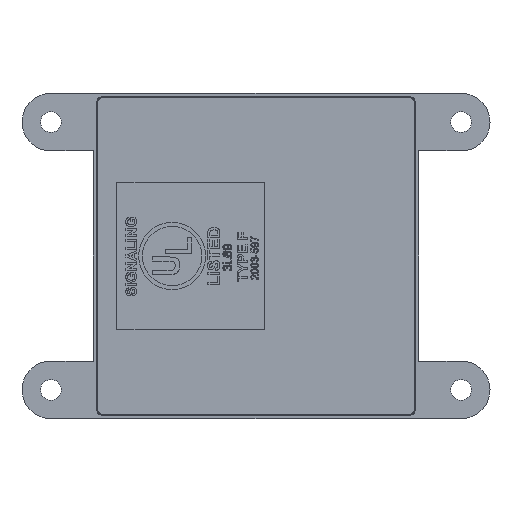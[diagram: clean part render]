
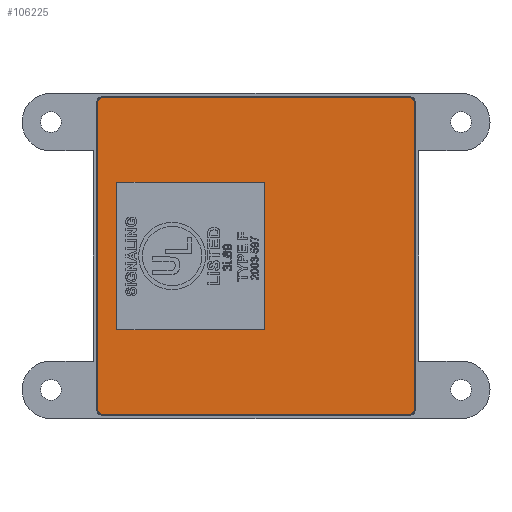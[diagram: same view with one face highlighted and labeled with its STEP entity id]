
A CAD part, front view. The second image highlights one B-rep face of the part: STEP entity #106225.
In plain terms, the highlighted planar face has unit normal (0, -1, 0).
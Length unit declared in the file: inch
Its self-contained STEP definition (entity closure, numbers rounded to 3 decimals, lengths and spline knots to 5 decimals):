
#2866 = CARTESIAN_POINT ( 'NONE',  ( -1.07, 0., 1.03801 ) ) ;
#8014 = DIRECTION ( 'NONE',  ( 0., 0., -1. ) ) ;
#11372 = CARTESIAN_POINT ( 'NONE',  ( 1.03801, 0., 1.07 ) ) ;
#15755 = DIRECTION ( 'NONE',  ( 1., 0., 0. ) ) ;
#15968 = ORIENTED_EDGE ( 'NONE', *, *, #100706, .T. ) ;
#16209 = ORIENTED_EDGE ( 'NONE', *, *, #86459, .F. ) ;
#20208 = LINE ( 'NONE', #112840, #44837 ) ;
#20261 = EDGE_CURVE ( 'NONE', #74957, #138928, #134741, .T. ) ;
#22244 = CARTESIAN_POINT ( 'NONE',  ( -1.07, 0., -1.07 ) ) ;
#22749 = CARTESIAN_POINT ( 'NONE',  ( -1.05675, 0., -1.07 ) ) ;
#24120 = ORIENTED_EDGE ( 'NONE', *, *, #41120, .T. ) ;
#28942 = CARTESIAN_POINT ( 'NONE',  ( -1.03801, 0., -1.07 ) ) ;
#29669 = CARTESIAN_POINT ( 'NONE',  ( 1.05675, 0., -1.07 ) ) ;
#34239 =( BOUNDED_CURVE ( )  B_SPLINE_CURVE ( 3, ( #156476, #70398, #22749, #155407 ),
 .UNSPECIFIED., .F., .F. ) 
 B_SPLINE_CURVE_WITH_KNOTS ( ( 4, 4 ),
 ( 5.49813, 7.06824 ),
 .UNSPECIFIED. ) 
 CURVE ( )  GEOMETRIC_REPRESENTATION_ITEM ( )  RATIONAL_B_SPLINE_CURVE ( ( 1., 0.805, 0.805, 1. ) ) 
 REPRESENTATION_ITEM ( '' )  );
#36409 = VERTEX_POINT ( 'NONE', #11372 ) ;
#41120 = EDGE_CURVE ( 'NONE', #60623, #36409, #66471, .T. ) ;
#44837 = VECTOR ( 'NONE', #15755, 39.37008 ) ;
#48334 = LINE ( 'NONE', #142665, #69086 ) ;
#49882 = VECTOR ( 'NONE', #70412, 39.37008 ) ;
#50166 = EDGE_LOOP ( 'NONE', ( #115873, #15968, #138433, #150785, #70839, #24120, #16209, #141435 ) ) ;
#53249 = EDGE_CURVE ( 'NONE', #62515, #83295, #138571, .T. ) ;
#60623 = VERTEX_POINT ( 'NONE', #62207 ) ;
#60792 =( BOUNDED_CURVE ( )  B_SPLINE_CURVE ( 3, ( #77797, #29669, #126377, #79426 ),
 .UNSPECIFIED., .F., .T. ) 
 B_SPLINE_CURVE_WITH_KNOTS ( ( 4, 4 ),
 ( 5.49813, 7.06824 ),
 .UNSPECIFIED. ) 
 CURVE ( )  GEOMETRIC_REPRESENTATION_ITEM ( )  RATIONAL_B_SPLINE_CURVE ( ( 1., 0.805, 0.805, 1. ) ) 
 REPRESENTATION_ITEM ( '' )  );
#62207 = CARTESIAN_POINT ( 'NONE',  ( 1.07, 0., 1.03801 ) ) ;
#62515 = VERTEX_POINT ( 'NONE', #67634 ) ;
#63169 = CARTESIAN_POINT ( 'NONE',  ( -1.03801, 0., 1.07 ) ) ;
#65961 = PLANE ( 'NONE',  #144697 ) ;
#66471 =( BOUNDED_CURVE ( )  B_SPLINE_CURVE ( 3, ( #77146, #138339, #79274, #112944 ),
 .UNSPECIFIED., .F., .F. ) 
 B_SPLINE_CURVE_WITH_KNOTS ( ( 4, 4 ),
 ( 5.49813, 7.06824 ),
 .UNSPECIFIED. ) 
 CURVE ( )  GEOMETRIC_REPRESENTATION_ITEM ( )  RATIONAL_B_SPLINE_CURVE ( ( 1., 0.805, 0.805, 1. ) ) 
 REPRESENTATION_ITEM ( '' )  );
#67634 = CARTESIAN_POINT ( 'NONE',  ( 1.03801, 0., -1.07 ) ) ;
#67730 = VERTEX_POINT ( 'NONE', #84770 ) ;
#69086 = VECTOR ( 'NONE', #8014, 39.37008 ) ;
#70398 = CARTESIAN_POINT ( 'NONE',  ( -1.07, 0., -1.05675 ) ) ;
#70412 = DIRECTION ( 'NONE',  ( 0., 0., 1. ) ) ;
#70839 = ORIENTED_EDGE ( 'NONE', *, *, #117094, .F. ) ;
#74436 = VECTOR ( 'NONE', #146144, 39.37008 ) ;
#74957 = VERTEX_POINT ( 'NONE', #99729 ) ;
#75065 = CARTESIAN_POINT ( 'NONE',  ( -1.07, 0., 1.03801 ) ) ;
#75289 = CARTESIAN_POINT ( 'NONE',  ( -1.07, 0., 1.05675 ) ) ;
#76545 = CARTESIAN_POINT ( 'NONE',  ( -1.07, 0., 1.07 ) ) ;
#77146 = CARTESIAN_POINT ( 'NONE',  ( 1.07, 0., 1.03801 ) ) ;
#77797 = CARTESIAN_POINT ( 'NONE',  ( 1.03801, 0., -1.07 ) ) ;
#78541 = FACE_OUTER_BOUND ( 'NONE', #50166, .T. ) ;
#79274 = CARTESIAN_POINT ( 'NONE',  ( 1.05675, 0., 1.07 ) ) ;
#79426 = CARTESIAN_POINT ( 'NONE',  ( 1.07, 0., -1.03801 ) ) ;
#82396 = EDGE_CURVE ( 'NONE', #62515, #67730, #60792, .T. ) ;
#83295 = VERTEX_POINT ( 'NONE', #28942 ) ;
#84770 = CARTESIAN_POINT ( 'NONE',  ( 1.07, 0., -1.03801 ) ) ;
#86459 = EDGE_CURVE ( 'NONE', #74957, #36409, #20208, .T. ) ;
#97565 = CARTESIAN_POINT ( 'NONE',  ( -1.07, 0., -1.07 ) ) ;
#99729 = CARTESIAN_POINT ( 'NONE',  ( -1.03801, 0., 1.07 ) ) ;
#100706 = EDGE_CURVE ( 'NONE', #150780, #83295, #34239, .T. ) ;
#103668 = CARTESIAN_POINT ( 'NONE',  ( -1.07, 0., -1.03801 ) ) ;
#106225 = ADVANCED_FACE ( 'NONE', ( #78541 ), #65961, .F. ) ;
#112840 = CARTESIAN_POINT ( 'NONE',  ( -1.07, 0., 1.07 ) ) ;
#112944 = CARTESIAN_POINT ( 'NONE',  ( 1.03801, 0., 1.07 ) ) ;
#113883 = DIRECTION ( 'NONE',  ( 0., 1., 0. ) ) ;
#113955 = LINE ( 'NONE', #22244, #49882 ) ;
#115873 = ORIENTED_EDGE ( 'NONE', *, *, #136510, .F. ) ;
#117094 = EDGE_CURVE ( 'NONE', #60623, #67730, #48334, .T. ) ;
#125616 = DIRECTION ( 'NONE',  ( 0., 0., 1. ) ) ;
#126377 = CARTESIAN_POINT ( 'NONE',  ( 1.07, 0., -1.05675 ) ) ;
#134741 =( BOUNDED_CURVE ( )  B_SPLINE_CURVE ( 3, ( #63169, #149075, #75289, #2866 ),
 .UNSPECIFIED., .F., .F. ) 
 B_SPLINE_CURVE_WITH_KNOTS ( ( 4, 4 ),
 ( 5.49813, 7.06824 ),
 .UNSPECIFIED. ) 
 CURVE ( )  GEOMETRIC_REPRESENTATION_ITEM ( )  RATIONAL_B_SPLINE_CURVE ( ( 1., 0.805, 0.805, 1. ) ) 
 REPRESENTATION_ITEM ( '' )  );
#136510 = EDGE_CURVE ( 'NONE', #150780, #138928, #113955, .T. ) ;
#138339 = CARTESIAN_POINT ( 'NONE',  ( 1.07, 0., 1.05675 ) ) ;
#138433 = ORIENTED_EDGE ( 'NONE', *, *, #53249, .F. ) ;
#138571 = LINE ( 'NONE', #97565, #74436 ) ;
#138928 = VERTEX_POINT ( 'NONE', #75065 ) ;
#141435 = ORIENTED_EDGE ( 'NONE', *, *, #20261, .T. ) ;
#142665 = CARTESIAN_POINT ( 'NONE',  ( 1.07, 0., -1.07 ) ) ;
#144697 = AXIS2_PLACEMENT_3D ( 'NONE', #76545, #113883, #125616 ) ;
#146144 = DIRECTION ( 'NONE',  ( -1., 0., 0. ) ) ;
#149075 = CARTESIAN_POINT ( 'NONE',  ( -1.05675, 0., 1.07 ) ) ;
#150780 = VERTEX_POINT ( 'NONE', #103668 ) ;
#150785 = ORIENTED_EDGE ( 'NONE', *, *, #82396, .T. ) ;
#155407 = CARTESIAN_POINT ( 'NONE',  ( -1.03801, 0., -1.07 ) ) ;
#156476 = CARTESIAN_POINT ( 'NONE',  ( -1.07, 0., -1.03801 ) ) ;
